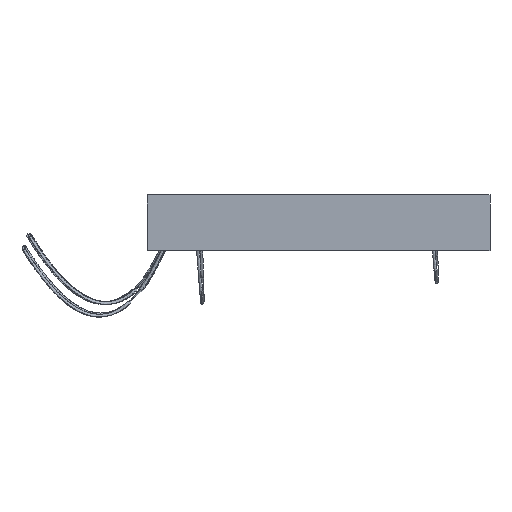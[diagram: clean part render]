
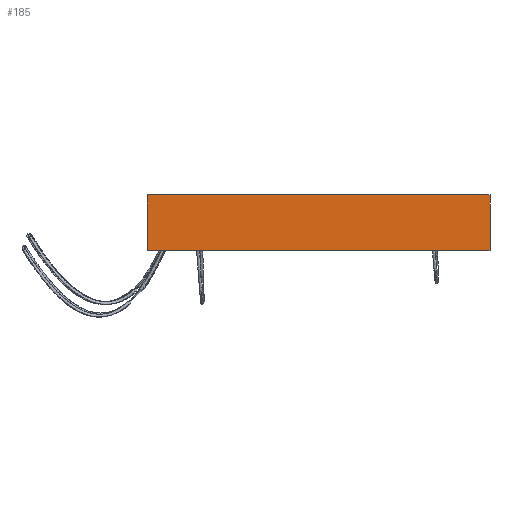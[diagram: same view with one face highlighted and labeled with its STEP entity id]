
A CAD part, front view. The second image highlights one B-rep face of the part: STEP entity #185.
In plain terms, the highlighted planar face has unit normal (0, -1, 0).
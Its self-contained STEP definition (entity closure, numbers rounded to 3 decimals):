
#160 = VERTEX_POINT('',#161);
#161 = CARTESIAN_POINT('',(2.971,-0.14,0.5));
#167 = EDGE_CURVE('',#168,#160,#170,.T.);
#168 = VERTEX_POINT('',#169);
#169 = CARTESIAN_POINT('',(2.971,-0.14,0.));
#170 = LINE('',#171,#172);
#171 = CARTESIAN_POINT('',(2.971,-0.14,0.));
#172 = VECTOR('',#173,1.);
#173 = DIRECTION('',(0.,0.,1.));
#185 = ADVANCED_FACE('',(#186),#211,.T.);
#186 = FACE_BOUND('',#187,.T.);
#187 = EDGE_LOOP('',(#188,#189,#197,#205));
#188 = ORIENTED_EDGE('',*,*,#167,.T.);
#189 = ORIENTED_EDGE('',*,*,#190,.T.);
#190 = EDGE_CURVE('',#160,#191,#193,.T.);
#191 = VERTEX_POINT('',#192);
#192 = CARTESIAN_POINT('',(-0.09,-0.14,0.5));
#193 = LINE('',#194,#195);
#194 = CARTESIAN_POINT('',(2.971,-0.14,0.5));
#195 = VECTOR('',#196,1.);
#196 = DIRECTION('',(-1.,0.,0.));
#197 = ORIENTED_EDGE('',*,*,#198,.F.);
#198 = EDGE_CURVE('',#199,#191,#201,.T.);
#199 = VERTEX_POINT('',#200);
#200 = CARTESIAN_POINT('',(-0.09,-0.14,0.));
#201 = LINE('',#202,#203);
#202 = CARTESIAN_POINT('',(-0.09,-0.14,0.));
#203 = VECTOR('',#204,1.);
#204 = DIRECTION('',(0.,0.,1.));
#205 = ORIENTED_EDGE('',*,*,#206,.F.);
#206 = EDGE_CURVE('',#168,#199,#207,.T.);
#207 = LINE('',#208,#209);
#208 = CARTESIAN_POINT('',(2.971,-0.14,0.));
#209 = VECTOR('',#210,1.);
#210 = DIRECTION('',(-1.,0.,0.));
#211 = PLANE('',#212);
#212 = AXIS2_PLACEMENT_3D('',#213,#214,#215);
#213 = CARTESIAN_POINT('',(2.971,-0.14,0.));
#214 = DIRECTION('',(0.,-1.,0.));
#215 = DIRECTION('',(-1.,0.,0.));
